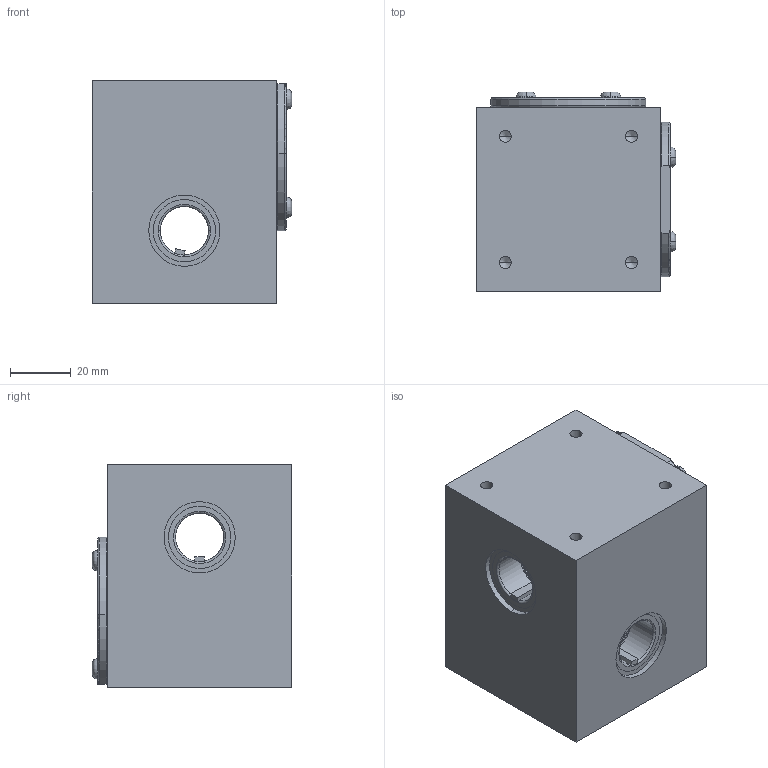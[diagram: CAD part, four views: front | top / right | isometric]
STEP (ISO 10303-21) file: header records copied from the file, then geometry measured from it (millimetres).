
FILE_DESCRIPTION((''),'2;1');
FILE_NAME('4304-0116 STEP.stp','2006-05-30T16:10:28',('Administrator'),(''),'Autodesk Inventor 9','Autodesk Inventor 9','');
FILE_SCHEMA(('AUTOMOTIVE_DESIGN { 1 0 10303 214 1 1 1 1 }'));
Length unit declared in the file: inch
Products named in the file (16): MINI-AAS A-.625 B-.625; 4304-4158; o-ring -029; o-ring -028; 1623 BEARING; 1623 BEARING CAGE; 1623 BEARING SHIELD; GEAR-SPACER-KEY .625 BORE ASSY MINI AAS; 12, 1; 4304-4165; GEAR SPACER-O-RING ASSY .625 BORE MINI AAS; 4304-4173; o-ring 40-701; CAP-.625 BEARING ASSY MINI AAS; 4304-4175; 8
Assembly tree (31 placements, depth 4):
  MINI-AAS A-.625 B-.625
    4304-4158
    o-ring -029  x2
    o-ring -028  x2
    1623 BEARING  x2
      1623 BEARING CAGE
      1623 BEARING SHIELD
    GEAR-SPACER-KEY .625 BORE ASSY MINI AAS  x2
      12, 1
      4304-4165
      GEAR SPACER-O-RING ASSY .625 BORE MINI AAS
        4304-4173
        o-ring 40-701  x2
    CAP-.625 BEARING ASSY MINI AAS  x2
      4304-4175
      1623 BEARING
        1623 BEARING CAGE
        1623 BEARING SHIELD  x2
    8  x8
Bounding box: 65.48 x 65.48 x 73 mm (x, y, z)
Volume: 193345.9 mm3; surface area: 97088.9 mm2
Topology: 47 solids, 47 shells, 876 faces, 2073 edges, 1309 vertices
Faces by surface type: cylinder 250, plane 214, bspline 204, torus 144, cone 64
Entity records: 13205 total; most frequent: CARTESIAN_POINT 5045, DIRECTION 1659, ORIENTED_EDGE 1574, EDGE_CURVE 787, AXIS2_PLACEMENT_3D 713, VERTEX_POINT 507, CIRCLE 458, EDGE_LOOP 408
